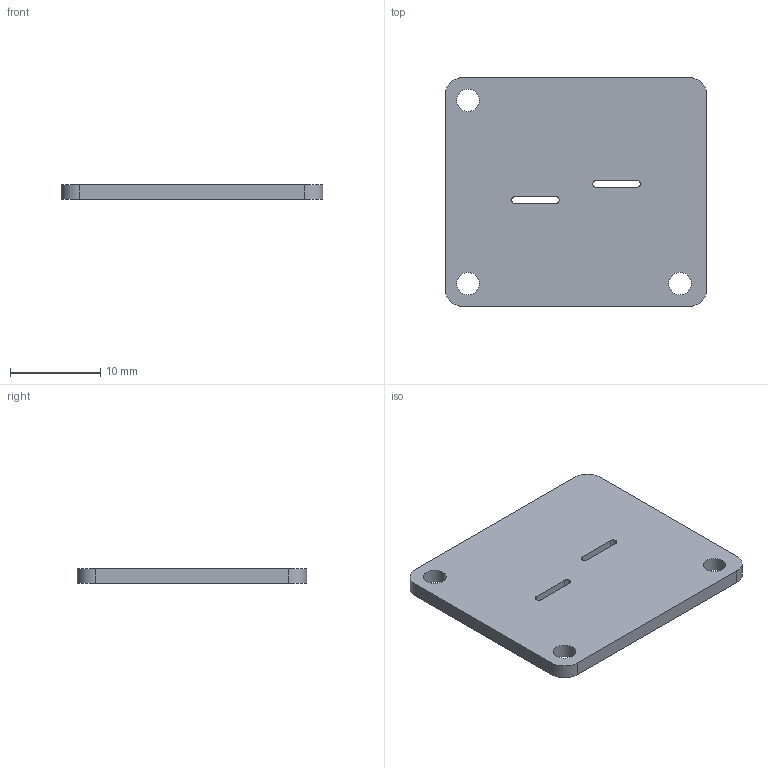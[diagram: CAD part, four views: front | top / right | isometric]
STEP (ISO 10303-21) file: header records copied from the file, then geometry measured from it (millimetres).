
FILE_DESCRIPTION(('KiCad electronic assembly'),'2;1');
FILE_NAME('fuse.step','2024-10-09T22:57:08',('Pcbnew'),('Kicad'), 'Open CASCADE STEP processor 7.8','KiCad to STEP converter','Unknown' );
FILE_SCHEMA(('AUTOMOTIVE_DESIGN { 1 0 10303 214 1 1 1 1 }'));
Length unit declared in the file: millimetre
Products named in the file (2): fuse 1; fuse_PCB
Assembly tree (1 placements, depth 2):
  fuse 1
    fuse_PCB
Bounding box: 29 x 25.4 x 1.6 mm (x, y, z)
Volume: 1136.5 mm3; surface area: 1663.4 mm2
Topology: 1 solids, 1 shells, 21 faces, 57 edges, 38 vertices
Faces by surface type: cylinder 11, plane 10
Full cylindrical faces by diameter (mm): 2.5 x3
Entity records: 730 total; most frequent: DIRECTION 125, CARTESIAN_POINT 118, ORIENTED_EDGE 114, EDGE_CURVE 57, AXIS2_PLACEMENT_3D 45, VERTEX_POINT 38, LINE 35, VECTOR 35
